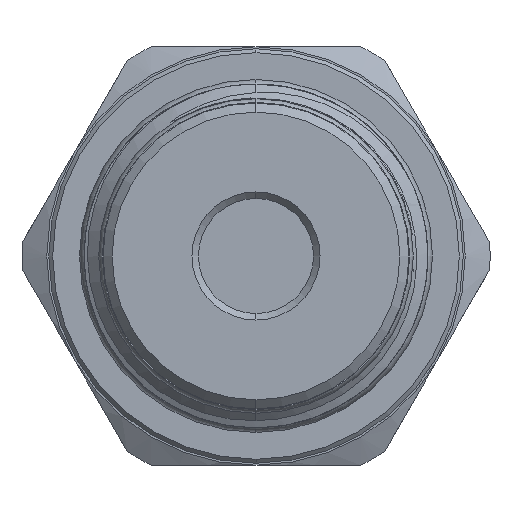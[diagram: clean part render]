
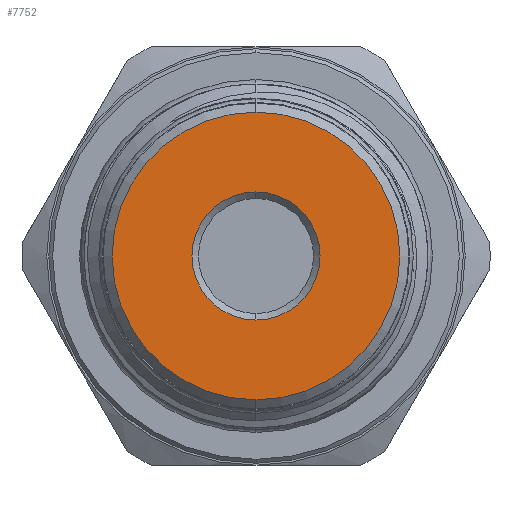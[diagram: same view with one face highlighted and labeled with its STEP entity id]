
A CAD part, left-side view. The second image highlights one B-rep face of the part: STEP entity #7752.
In plain terms, the highlighted planar face has unit normal (-1, 0, 0).
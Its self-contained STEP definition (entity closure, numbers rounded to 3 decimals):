
#602 = EDGE_CURVE ( 'NONE', #7261, #7245, #6727, .T. ) ;
#603 = EDGE_CURVE ( 'NONE', #6852, #6955, #6770, .T. ) ;
#753 = EDGE_CURVE ( 'NONE', #7245, #7261, #6592, .T. ) ;
#852 = EDGE_CURVE ( 'NONE', #6955, #6852, #10994, .T. ) ;
#2088 = CARTESIAN_POINT ( 'NONE',  ( -38.6, 0., 0. ) ) ;
#2089 = DIRECTION ( 'NONE',  ( -1., 0., 0. ) ) ;
#2090 = DIRECTION ( 'NONE',  ( 0., 0., -1. ) ) ;
#5589 = ORIENTED_EDGE ( 'NONE', *, *, #603, .T. ) ;
#5618 = ORIENTED_EDGE ( 'NONE', *, *, #602, .T. ) ;
#5947 = ORIENTED_EDGE ( 'NONE', *, *, #753, .T. ) ;
#6249 = ORIENTED_EDGE ( 'NONE', *, *, #852, .T. ) ;
#6592 = CIRCLE ( 'NONE', #12734, 11. ) ;
#6727 = CIRCLE ( 'NONE', #12974, 11. ) ;
#6770 = CIRCLE ( 'NONE', #12982, 4.9 ) ;
#6852 = VERTEX_POINT ( 'NONE', #7611 ) ;
#6955 = VERTEX_POINT ( 'NONE', #7503 ) ;
#7245 = VERTEX_POINT ( 'NONE', #7607 ) ;
#7261 = VERTEX_POINT ( 'NONE', #7630 ) ;
#7503 = CARTESIAN_POINT ( 'NONE',  ( -38.6, 0., 4.9 ) ) ;
#7607 = CARTESIAN_POINT ( 'NONE',  ( -38.6, 0., 11. ) ) ;
#7611 = CARTESIAN_POINT ( 'NONE',  ( -38.6, 0., -4.9 ) ) ;
#7630 = CARTESIAN_POINT ( 'NONE',  ( -38.6, 0., -11. ) ) ;
#7752 = ADVANCED_FACE ( 'NONE', ( #10854, #11430 ), #8374, .F. ) ;
#8044 = DIRECTION ( 'NONE',  ( 0., 0., -1. ) ) ;
#8141 = CARTESIAN_POINT ( 'NONE',  ( -38.6, 0., 0. ) ) ;
#8144 = DIRECTION ( 'NONE',  ( 0., 0., -1. ) ) ;
#8152 = DIRECTION ( 'NONE',  ( -1., 0., 0. ) ) ;
#8255 = DIRECTION ( 'NONE',  ( 1., 0., 0. ) ) ;
#8282 = CARTESIAN_POINT ( 'NONE',  ( -38.6, 0., 0. ) ) ;
#8371 = DIRECTION ( 'NONE',  ( 0., 0., -1. ) ) ;
#8372 = DIRECTION ( 'NONE',  ( 1., 0., 0. ) ) ;
#8374 = PLANE ( 'NONE',  #12845 ) ;
#8391 = CARTESIAN_POINT ( 'NONE',  ( -38.6, 0., 0. ) ) ;
#9397 = CARTESIAN_POINT ( 'NONE',  ( -38.6, 0., 0. ) ) ;
#9398 = DIRECTION ( 'NONE',  ( 1., 0., 0. ) ) ;
#9399 = DIRECTION ( 'NONE',  ( 0., 0., -1. ) ) ;
#9665 = EDGE_LOOP ( 'NONE', ( #5618, #5947 ) ) ;
#9757 = EDGE_LOOP ( 'NONE', ( #6249, #5589 ) ) ;
#10854 = FACE_BOUND ( 'NONE', #9757, .T. ) ;
#10994 = CIRCLE ( 'NONE', #12853, 4.9 ) ;
#11430 = FACE_OUTER_BOUND ( 'NONE', #9665, .T. ) ;
#12734 = AXIS2_PLACEMENT_3D ( 'NONE', #2088, #2089, #2090 ) ;
#12845 = AXIS2_PLACEMENT_3D ( 'NONE', #8391, #8372, #8371 ) ;
#12853 = AXIS2_PLACEMENT_3D ( 'NONE', #9397, #9398, #9399 ) ;
#12974 = AXIS2_PLACEMENT_3D ( 'NONE', #8141, #8152, #8044 ) ;
#12982 = AXIS2_PLACEMENT_3D ( 'NONE', #8282, #8255, #8144 ) ;
